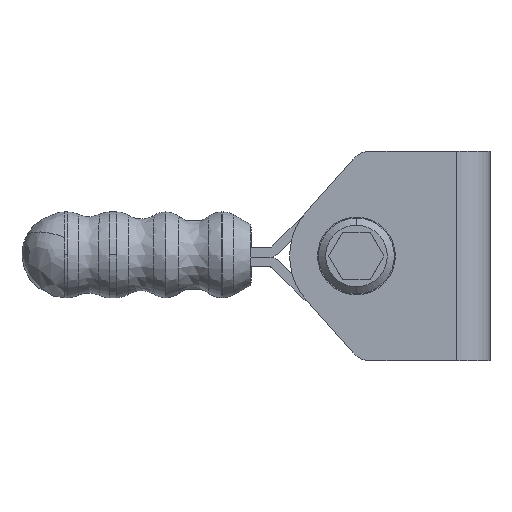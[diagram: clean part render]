
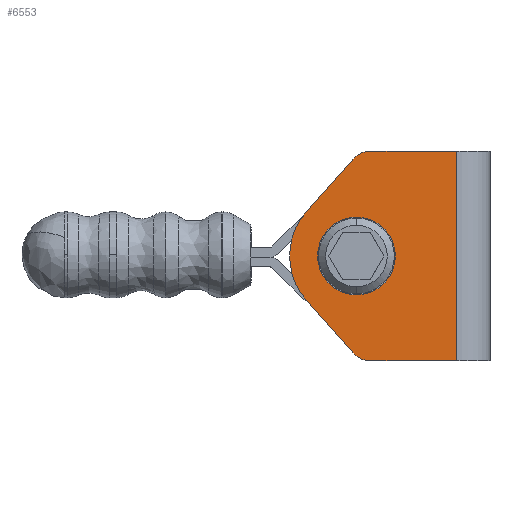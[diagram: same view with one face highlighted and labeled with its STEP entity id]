
A CAD part, left-side view. The second image highlights one B-rep face of the part: STEP entity #6553.
In plain terms, the highlighted planar face has unit normal (-1, 0, 0).
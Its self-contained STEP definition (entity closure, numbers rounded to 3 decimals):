
#32 = CARTESIAN_POINT ( 'NONE',  ( -10.5, 0., 22. ) ) ;
#138 = CARTESIAN_POINT ( 'NONE',  ( -10.5, 28., -8.15 ) ) ;
#186 = EDGE_CURVE ( 'NONE', #9586, #1153, #7978, .T. ) ;
#210 = LINE ( 'NONE', #6830, #8113 ) ;
#233 = ORIENTED_EDGE ( 'NONE', *, *, #9347, .T. ) ;
#905 = EDGE_CURVE ( 'NONE', #3061, #8641, #7591, .T. ) ;
#989 = FACE_BOUND ( 'NONE', #5844, .T. ) ;
#1153 = VERTEX_POINT ( 'NONE', #2334 ) ;
#1155 = ORIENTED_EDGE ( 'NONE', *, *, #905, .T. ) ;
#1205 = CARTESIAN_POINT ( 'NONE',  ( -10.5, 28.721, -20.313 ) ) ;
#1350 = CARTESIAN_POINT ( 'NONE',  ( -10.5, 7., -22. ) ) ;
#1362 = CARTESIAN_POINT ( 'NONE',  ( -10.5, 28., 0. ) ) ;
#1392 = AXIS2_PLACEMENT_3D ( 'NONE', #8489, #9405, #6939 ) ;
#1483 = EDGE_CURVE ( 'NONE', #10630, #9586, #10111, .T. ) ;
#1504 = DIRECTION ( 'NONE',  ( 0., 0., 1. ) ) ;
#1533 = DIRECTION ( 'NONE',  ( 0., -1., 0. ) ) ;
#1738 = EDGE_CURVE ( 'NONE', #1153, #3061, #210, .T. ) ;
#1845 = ORIENTED_EDGE ( 'NONE', *, *, #1738, .T. ) ;
#2177 = LINE ( 'NONE', #10858, #9815 ) ;
#2293 = CARTESIAN_POINT ( 'NONE',  ( -10.5, 0., -22. ) ) ;
#2334 = CARTESIAN_POINT ( 'NONE',  ( -10.5, 38.485, -9.277 ) ) ;
#2495 = ORIENTED_EDGE ( 'NONE', *, *, #10806, .T. ) ;
#2525 = ORIENTED_EDGE ( 'NONE', *, *, #7659, .F. ) ;
#2556 = CARTESIAN_POINT ( 'NONE',  ( -10.5, 0., 22. ) ) ;
#2573 = CIRCLE ( 'NONE', #1392, 8.15 ) ;
#2635 = DIRECTION ( 'NONE',  ( 0., 0., -1. ) ) ;
#2784 = LINE ( 'NONE', #7303, #8568 ) ;
#2832 = CIRCLE ( 'NONE', #5914, 5. ) ;
#3015 = DIRECTION ( 'NONE',  ( 0., 0., -1. ) ) ;
#3061 = VERTEX_POINT ( 'NONE', #1205 ) ;
#3086 = CARTESIAN_POINT ( 'NONE',  ( -10.5, 28., 0. ) ) ;
#3291 = VERTEX_POINT ( 'NONE', #9213 ) ;
#3312 = EDGE_CURVE ( 'NONE', #7595, #8301, #2832, .T. ) ;
#3329 = ORIENTED_EDGE ( 'NONE', *, *, #3312, .T. ) ;
#3354 = LINE ( 'NONE', #32, #7809 ) ;
#3444 = VERTEX_POINT ( 'NONE', #9384 ) ;
#3678 = DIRECTION ( 'NONE',  ( -1., 0., 0. ) ) ;
#3759 = DIRECTION ( 'NONE',  ( 0., 0.663, -0.749 ) ) ;
#3991 = DIRECTION ( 'NONE',  ( -1., 0., 0. ) ) ;
#4111 = DIRECTION ( 'NONE',  ( -1., 0., 0. ) ) ;
#4279 = VERTEX_POINT ( 'NONE', #138 ) ;
#4395 = VERTEX_POINT ( 'NONE', #1350 ) ;
#4491 = CARTESIAN_POINT ( 'NONE',  ( -10.5, 38.485, 9.277 ) ) ;
#4786 = CARTESIAN_POINT ( 'NONE',  ( -10.5, 24.976, -22. ) ) ;
#4972 = AXIS2_PLACEMENT_3D ( 'NONE', #1362, #5528, #3015 ) ;
#5010 = DIRECTION ( 'NONE',  ( 0., 0., -1. ) ) ;
#5393 = ORIENTED_EDGE ( 'NONE', *, *, #8467, .T. ) ;
#5528 = DIRECTION ( 'NONE',  ( 1., 0., 0. ) ) ;
#5742 = CARTESIAN_POINT ( 'NONE',  ( -10.5, 28., 0. ) ) ;
#5834 = ORIENTED_EDGE ( 'NONE', *, *, #1483, .T. ) ;
#5844 = EDGE_LOOP ( 'NONE', ( #8671, #5393 ) ) ;
#5914 = AXIS2_PLACEMENT_3D ( 'NONE', #7611, #4111, #5010 ) ;
#6016 = AXIS2_PLACEMENT_3D ( 'NONE', #2556, #7708, #2635 ) ;
#6118 = AXIS2_PLACEMENT_3D ( 'NONE', #5742, #3991, #9929 ) ;
#6138 = DIRECTION ( 'NONE',  ( 0., -1., 0. ) ) ;
#6441 = EDGE_CURVE ( 'NONE', #4395, #3444, #2177, .T. ) ;
#6553 = ADVANCED_FACE ( 'NONE', ( #989, #7570 ), #8598, .F. ) ;
#6830 = CARTESIAN_POINT ( 'NONE',  ( -10.5, 37.11, -10.832 ) ) ;
#6857 = CIRCLE ( 'NONE', #4972, 8.15 ) ;
#6939 = DIRECTION ( 'NONE',  ( 0., 0., -1. ) ) ;
#6991 = AXIS2_PLACEMENT_3D ( 'NONE', #3086, #7342, #9985 ) ;
#7059 = EDGE_CURVE ( 'NONE', #4279, #3291, #2573, .T. ) ;
#7303 = CARTESIAN_POINT ( 'NONE',  ( -10.5, 15.274, 35.513 ) ) ;
#7342 = DIRECTION ( 'NONE',  ( -1., 0., 0. ) ) ;
#7507 = ORIENTED_EDGE ( 'NONE', *, *, #6441, .T. ) ;
#7570 = FACE_OUTER_BOUND ( 'NONE', #7617, .T. ) ;
#7591 = CIRCLE ( 'NONE', #8990, 5. ) ;
#7595 = VERTEX_POINT ( 'NONE', #8594 ) ;
#7611 = CARTESIAN_POINT ( 'NONE',  ( -10.5, 24.976, 17. ) ) ;
#7617 = EDGE_LOOP ( 'NONE', ( #1845, #1155, #233, #7507, #2525, #3329, #2495, #5834, #9574 ) ) ;
#7659 = EDGE_CURVE ( 'NONE', #7595, #3444, #3354, .T. ) ;
#7708 = DIRECTION ( 'NONE',  ( 1., 0., 0. ) ) ;
#7744 = CARTESIAN_POINT ( 'NONE',  ( -10.5, 42., 0. ) ) ;
#7809 = VECTOR ( 'NONE', #6138, 1000. ) ;
#7936 = CARTESIAN_POINT ( 'NONE',  ( -10.5, 24.976, -17. ) ) ;
#7978 = CIRCLE ( 'NONE', #6118, 14. ) ;
#8049 = VECTOR ( 'NONE', #1533, 1000. ) ;
#8113 = VECTOR ( 'NONE', #10243, 1000. ) ;
#8301 = VERTEX_POINT ( 'NONE', #8553 ) ;
#8467 = EDGE_CURVE ( 'NONE', #3291, #4279, #6857, .T. ) ;
#8489 = CARTESIAN_POINT ( 'NONE',  ( -10.5, 28., 0. ) ) ;
#8553 = CARTESIAN_POINT ( 'NONE',  ( -10.5, 28.721, 20.313 ) ) ;
#8568 = VECTOR ( 'NONE', #3759, 1000. ) ;
#8594 = CARTESIAN_POINT ( 'NONE',  ( -10.5, 24.976, 22. ) ) ;
#8598 = PLANE ( 'NONE',  #6016 ) ;
#8641 = VERTEX_POINT ( 'NONE', #4786 ) ;
#8671 = ORIENTED_EDGE ( 'NONE', *, *, #7059, .T. ) ;
#8740 = DIRECTION ( 'NONE',  ( 0., 0., -1. ) ) ;
#8990 = AXIS2_PLACEMENT_3D ( 'NONE', #7936, #3678, #8740 ) ;
#9213 = CARTESIAN_POINT ( 'NONE',  ( -10.5, 28., 8.15 ) ) ;
#9347 = EDGE_CURVE ( 'NONE', #8641, #4395, #10328, .T. ) ;
#9384 = CARTESIAN_POINT ( 'NONE',  ( -10.5, 7., 22. ) ) ;
#9405 = DIRECTION ( 'NONE',  ( 1., 0., 0. ) ) ;
#9574 = ORIENTED_EDGE ( 'NONE', *, *, #186, .T. ) ;
#9586 = VERTEX_POINT ( 'NONE', #7744 ) ;
#9815 = VECTOR ( 'NONE', #1504, 1000. ) ;
#9929 = DIRECTION ( 'NONE',  ( 0., 0., -1. ) ) ;
#9985 = DIRECTION ( 'NONE',  ( 0., 0., -1. ) ) ;
#10111 = CIRCLE ( 'NONE', #6991, 14. ) ;
#10243 = DIRECTION ( 'NONE',  ( 0., -0.663, -0.749 ) ) ;
#10328 = LINE ( 'NONE', #2293, #8049 ) ;
#10630 = VERTEX_POINT ( 'NONE', #4491 ) ;
#10806 = EDGE_CURVE ( 'NONE', #8301, #10630, #2784, .T. ) ;
#10858 = CARTESIAN_POINT ( 'NONE',  ( -10.5, 7., 22. ) ) ;
